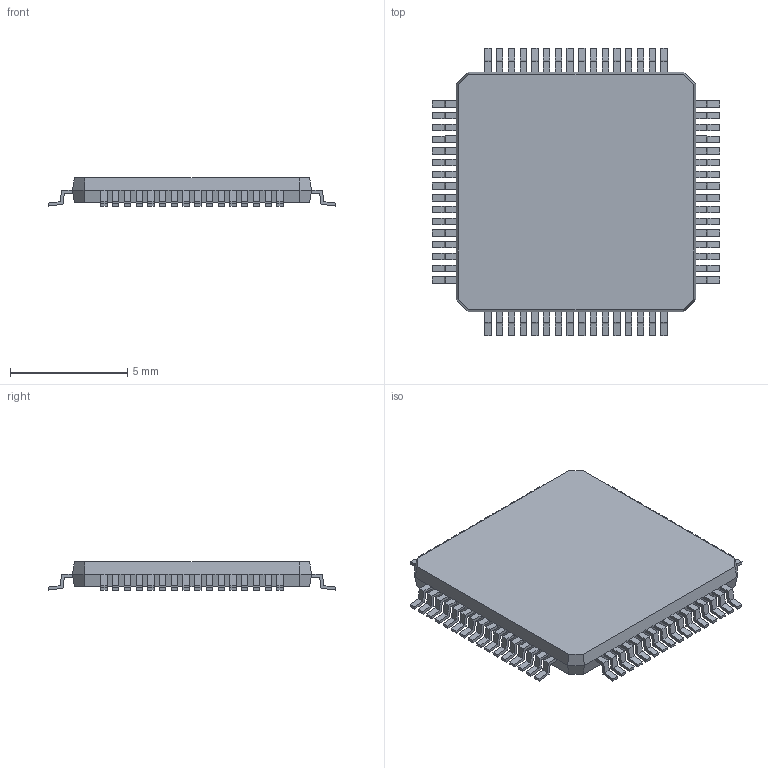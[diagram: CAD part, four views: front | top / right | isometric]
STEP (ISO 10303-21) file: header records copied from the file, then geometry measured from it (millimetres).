
FILE_DESCRIPTION( ( '' ), ' ' );
FILE_NAME( '5a8842bf0920b30db3a97854.step', '2018-02-17T14:57:03', ( '' ), ( '' ), ' ', ' ', ' ' );
FILE_SCHEMA( ( 'AUTOMOTIVE_DESIGN { 1 0 10303 214 1 1 1 1 }' ) );
Length unit declared in the file: metre
Products named in the file (1): Open CASCADE STEP translator 6.8 1
Bounding box: 12.23 x 12.23 x 1.2 mm (x, y, z)
Volume: 110.1 mm3; surface area: 315.7 mm2
Topology: 1 solids, 1 shells, 594 faces, 1640 edges, 1048 vertices
Faces by surface type: plane 594
Entity records: 31304 total; most frequent: CARTESIAN_POINT 3283, ORIENTED_EDGE 3280, DIRECTION 2830, STYLED_ITEM 2234, PRESENTATION_STYLE_ASSIGNMENT 2234, COLOUR_RGB 2234, EDGE_CURVE 1640, CURVE_STYLE 1640
